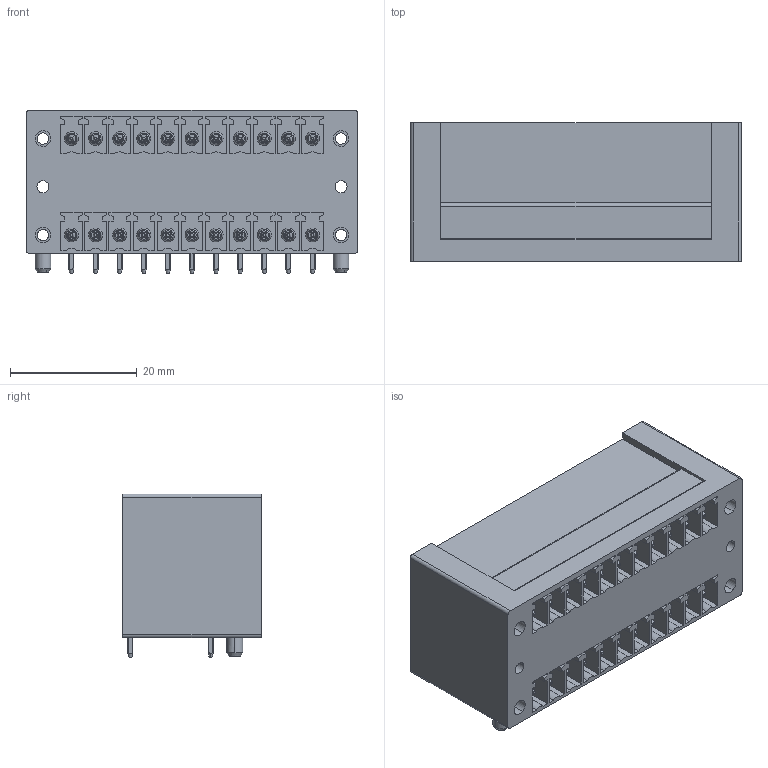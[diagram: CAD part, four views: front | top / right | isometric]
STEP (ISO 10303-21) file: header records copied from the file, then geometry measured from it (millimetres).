
FILE_DESCRIPTION(('CATIA V5 STEP Exchange','CAx-IF Rec.Pracs.--- Model Styling and Organization---1.2---2011-12-15'),'2;1');
FILE_NAME ('D1460841_0_1974310000_1974310000.stp','2018-10-05T06:02:17+00:00',('none'),('Weidmueller'),'CATIA Version 5-6 Release 2014','CATIA V5 STEP AP214','none');
FILE_SCHEMA(('AUTOMOTIVE_DESIGN { 1 0 10303 214 1 1 1 1 }'));
Length unit declared in the file: millimetre
Products named in the file (1): 1974310000
Bounding box: 52.3 x 21.9 x 25.9 mm (x, y, z)
Volume: 22305.3 mm3; surface area: 12666.2 mm2
Topology: 25 solids, 25 shells, 1462 faces, 3982 edges, 2618 vertices
Faces by surface type: plane 922, cylinder 360, cone 136, torus 44
Entity records: 44396 total; most frequent: CARTESIAN_POINT 12168, ORIENTED_EDGE 7964, DIRECTION 4490, EDGE_CURVE 3982, VECTOR 2726, LINE 2726, VERTEX_POINT 2618, EDGE_LOOP 1566
